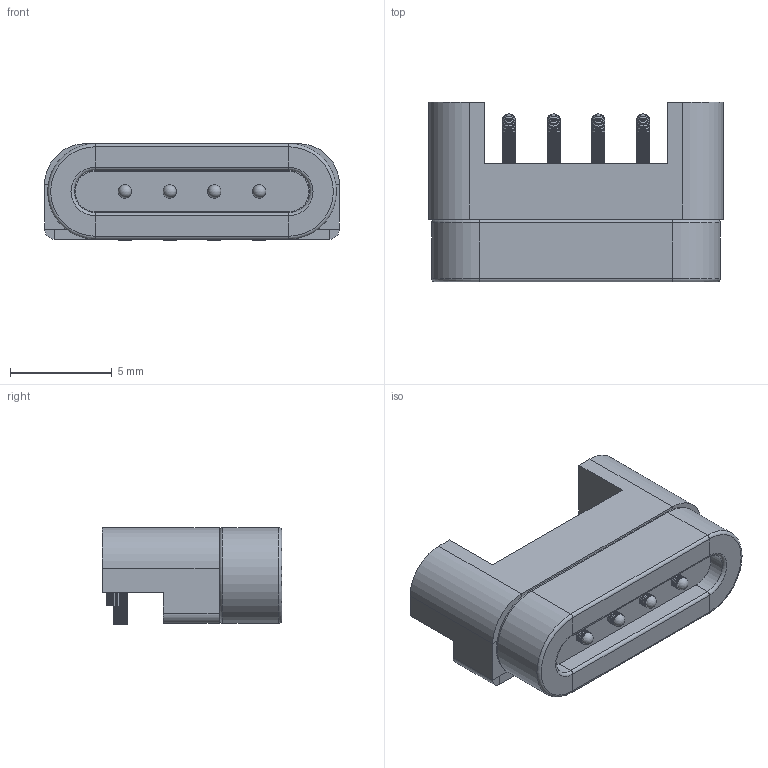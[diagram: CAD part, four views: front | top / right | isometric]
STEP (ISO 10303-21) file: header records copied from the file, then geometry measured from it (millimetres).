
FILE_DESCRIPTION(('FreeCAD Model'),'2;1');
FILE_NAME('Group005_sp.step','2021-06-07T17:52:05',('kicad StepUp'),('ksu MCAD'), 'Open CASCADE STEP processor 7.3','FreeCAD','Unknown');
FILE_SCHEMA(('AUTOMOTIVE_DESIGN { 1 0 10303 214 1 1 1 1 }'));
Length unit declared in the file: millimetre
Products named in the file (1): Group005_sp
Bounding box: 14.5 x 8.82 x 4.75 mm (x, y, z)
Volume: 399.2 mm3; surface area: 687.8 mm2
Topology: 2 solids, 2 shells, 2115 faces, 5285 edges, 3174 vertices
Faces by surface type: plane 1803, cone 192, sphere 100, cylinder 14, torus 6
Entity records: 75610 total; most frequent: CARTESIAN_POINT 10567, ORIENTED_EDGE 10554, DIRECTION 10047, EDGE_CURVE 5277, LINE 4739, VECTOR 4739, VERTEX_POINT 3174, AXIS2_PLACEMENT_3D 2654
